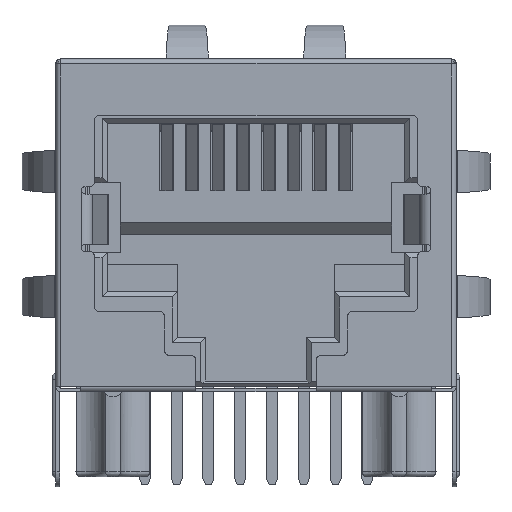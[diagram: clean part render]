
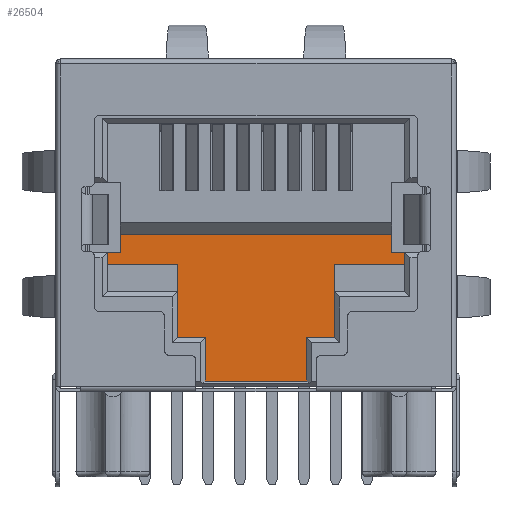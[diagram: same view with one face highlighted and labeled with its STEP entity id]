
A CAD part, front view. The second image highlights one B-rep face of the part: STEP entity #26504.
In plain terms, the highlighted planar face has unit normal (0, -1, 0).
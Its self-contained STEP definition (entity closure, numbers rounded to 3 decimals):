
#2828=ORIENTED_EDGE('',*,*,#9964,.F.);
#2829=ORIENTED_EDGE('',*,*,#9859,.T.);
#2830=ORIENTED_EDGE('',*,*,#9897,.F.);
#2831=ORIENTED_EDGE('',*,*,#9814,.F.);
#2832=ORIENTED_EDGE('',*,*,#9863,.F.);
#2833=ORIENTED_EDGE('',*,*,#9895,.F.);
#2834=ORIENTED_EDGE('',*,*,#10065,.T.);
#2835=ORIENTED_EDGE('',*,*,#9893,.T.);
#2836=ORIENTED_EDGE('',*,*,#9881,.F.);
#2837=ORIENTED_EDGE('',*,*,#9806,.T.);
#2838=ORIENTED_EDGE('',*,*,#9899,.T.);
#2839=ORIENTED_EDGE('',*,*,#9888,.T.);
#2840=ORIENTED_EDGE('',*,*,#9960,.T.);
#2841=ORIENTED_EDGE('',*,*,#9963,.T.);
#2842=ORIENTED_EDGE('',*,*,#9344,.T.);
#2843=ORIENTED_EDGE('',*,*,#9794,.T.);
#2844=ORIENTED_EDGE('',*,*,#9849,.T.);
#2845=ORIENTED_EDGE('',*,*,#9851,.T.);
#2846=ORIENTED_EDGE('',*,*,#9308,.T.);
#2847=ORIENTED_EDGE('',*,*,#9966,.F.);
#9308=EDGE_CURVE('',#13296,#13297,#15889,.T.);
#9344=EDGE_CURVE('',#13333,#13332,#15925,.T.);
#9794=EDGE_CURVE('',#13332,#13710,#16327,.T.);
#9806=EDGE_CURVE('',#13717,#13716,#16339,.T.);
#9814=EDGE_CURVE('',#13723,#13724,#16347,.T.);
#9849=EDGE_CURVE('',#13710,#13740,#16382,.T.);
#9851=EDGE_CURVE('',#13740,#13296,#16384,.T.);
#9859=EDGE_CURVE('',#13741,#13745,#16392,.T.);
#9863=EDGE_CURVE('',#13746,#13723,#16396,.T.);
#9881=EDGE_CURVE('',#13717,#13755,#16414,.T.);
#9888=EDGE_CURVE('',#13758,#13757,#16421,.T.);
#9893=EDGE_CURVE('',#13760,#13755,#16426,.T.);
#9895=EDGE_CURVE('',#13761,#13746,#16428,.T.);
#9897=EDGE_CURVE('',#13724,#13745,#16430,.T.);
#9899=EDGE_CURVE('',#13716,#13758,#16432,.T.);
#9960=EDGE_CURVE('',#13757,#13769,#16493,.T.);
#9963=EDGE_CURVE('',#13769,#13333,#16496,.T.);
#9964=EDGE_CURVE('',#13741,#13770,#16497,.T.);
#9966=EDGE_CURVE('',#13770,#13297,#16499,.T.);
#10065=EDGE_CURVE('',#13761,#13760,#16570,.T.);
#13296=VERTEX_POINT('',#40695);
#13297=VERTEX_POINT('',#40696);
#13332=VERTEX_POINT('',#40766);
#13333=VERTEX_POINT('',#40768);
#13710=VERTEX_POINT('',#41699);
#13716=VERTEX_POINT('',#41719);
#13717=VERTEX_POINT('',#41721);
#13723=VERTEX_POINT('',#41737);
#13724=VERTEX_POINT('',#41738);
#13740=VERTEX_POINT('',#41806);
#13741=VERTEX_POINT('',#41814);
#13745=VERTEX_POINT('',#41823);
#13746=VERTEX_POINT('',#41830);
#13755=VERTEX_POINT('',#41863);
#13757=VERTEX_POINT('',#41872);
#13758=VERTEX_POINT('',#41874);
#13760=VERTEX_POINT('',#41880);
#13761=VERTEX_POINT('',#41885);
#13769=VERTEX_POINT('',#42005);
#13770=VERTEX_POINT('',#42013);
#15889=LINE('',#40694,#18993);
#15925=LINE('',#40767,#19029);
#16327=LINE('',#41700,#19431);
#16339=LINE('',#41720,#19443);
#16347=LINE('',#41736,#19451);
#16382=LINE('',#41807,#19486);
#16384=LINE('',#41810,#19488);
#16392=LINE('',#41824,#19496);
#16396=LINE('',#41831,#19500);
#16414=LINE('',#41862,#19518);
#16421=LINE('',#41873,#19525);
#16426=LINE('',#41882,#19530);
#16428=LINE('',#41886,#19532);
#16430=LINE('',#41889,#19534);
#16432=LINE('',#41893,#19536);
#16493=LINE('',#42004,#19597);
#16496=LINE('',#42010,#19600);
#16497=LINE('',#42012,#19601);
#16499=LINE('',#42016,#19603);
#16570=LINE('',#42295,#19674);
#18993=VECTOR('',#33874,1000.);
#19029=VECTOR('',#33910,1000.);
#19431=VECTOR('',#34538,1000.);
#19443=VECTOR('',#34554,1000.);
#19451=VECTOR('',#34566,1000.);
#19486=VECTOR('',#34637,1000.);
#19488=VECTOR('',#34641,1000.);
#19496=VECTOR('',#34651,1000.);
#19500=VECTOR('',#34659,1000.);
#19518=VECTOR('',#34687,1000.);
#19525=VECTOR('',#34696,1000.);
#19530=VECTOR('',#34703,1000.);
#19532=VECTOR('',#34707,1000.);
#19534=VECTOR('',#34711,1000.);
#19536=VECTOR('',#34717,1000.);
#19597=VECTOR('',#34864,1000.);
#19600=VECTOR('',#34871,1000.);
#19601=VECTOR('',#34874,1000.);
#19603=VECTOR('',#34878,1000.);
#19674=VECTOR('',#35173,1000.);
#22363=EDGE_LOOP('',(#2828,#2829,#2830,#2831,#2832,#2833,#2834,#2835,#2836,
#2837,#2838,#2839,#2840,#2841,#2842,#2843,#2844,#2845,#2846,#2847));
#23876=FACE_BOUND('',#22363,.T.);
#25349=PLANE('',#32322);
#26504=ADVANCED_FACE('',(#23876),#25349,.F.);
#32322=AXIS2_PLACEMENT_3D('',#42296,#35174,#35175);
#33874=DIRECTION('',(-1.,0.,0.));
#33910=DIRECTION('',(-1.,0.,0.));
#34538=DIRECTION('',(0.,0.,-1.));
#34554=DIRECTION('',(0.,0.,-1.));
#34566=DIRECTION('',(0.,0.,-1.));
#34637=DIRECTION('',(1.,0.,0.));
#34641=DIRECTION('',(0.,0.,1.));
#34651=DIRECTION('',(0.,0.,1.));
#34659=DIRECTION('',(1.,0.,0.));
#34687=DIRECTION('',(1.,0.,0.));
#34696=DIRECTION('',(0.,0.,-1.));
#34703=DIRECTION('',(0.,0.,-1.));
#34707=DIRECTION('',(0.,0.,-1.));
#34711=DIRECTION('',(-1.,0.,0.));
#34717=DIRECTION('',(1.,0.,0.));
#34864=DIRECTION('',(1.,0.,0.));
#34871=DIRECTION('',(0.,0.,-1.));
#34874=DIRECTION('',(-1.,0.,0.));
#34878=DIRECTION('',(0.,0.,-1.));
#35173=DIRECTION('',(-1.,0.,0.));
#35174=DIRECTION('',(0.,1.,0.));
#35175=DIRECTION('',(0.,0.,1.));
#40694=CARTESIAN_POINT('',(2.03,0.911,-5.8));
#40695=CARTESIAN_POINT('',(2.03,0.911,-5.8));
#40696=CARTESIAN_POINT('',(2.025,0.911,-5.8));
#40766=CARTESIAN_POINT('',(-2.03,0.911,-5.8));
#40767=CARTESIAN_POINT('',(2.03,0.911,-5.8));
#40768=CARTESIAN_POINT('',(-2.025,0.911,-5.8));
#41699=CARTESIAN_POINT('',(-2.03,0.911,-6.17));
#41700=CARTESIAN_POINT('',(-2.03,0.911,-5.8));
#41719=CARTESIAN_POINT('',(-5.95,0.911,-1.53));
#41720=CARTESIAN_POINT('',(-5.95,0.911,-0.31));
#41721=CARTESIAN_POINT('',(-5.95,0.911,-1.04));
#41736=CARTESIAN_POINT('',(5.95,0.911,-0.31));
#41737=CARTESIAN_POINT('',(5.95,0.911,-1.04));
#41738=CARTESIAN_POINT('',(5.95,0.911,-1.53));
#41806=CARTESIAN_POINT('',(2.03,0.911,-6.17));
#41807=CARTESIAN_POINT('',(-2.03,0.911,-6.17));
#41810=CARTESIAN_POINT('',(2.03,0.911,-6.17));
#41814=CARTESIAN_POINT('',(3.15,0.911,-4.42));
#41823=CARTESIAN_POINT('',(3.15,0.911,-1.53));
#41824=CARTESIAN_POINT('',(3.15,0.911,-4.42));
#41830=CARTESIAN_POINT('',(5.425,0.911,-1.04));
#41831=CARTESIAN_POINT('',(5.95,0.911,-1.04));
#41862=CARTESIAN_POINT('',(-6.725,0.911,-1.04));
#41863=CARTESIAN_POINT('',(-5.425,0.911,-1.04));
#41872=CARTESIAN_POINT('',(-3.15,0.911,-4.42));
#41873=CARTESIAN_POINT('',(-3.15,0.911,-1.53));
#41874=CARTESIAN_POINT('',(-3.15,0.911,-1.53));
#41880=CARTESIAN_POINT('',(-5.425,0.911,-0.31));
#41882=CARTESIAN_POINT('',(-5.425,0.911,1.76));
#41885=CARTESIAN_POINT('',(5.425,0.911,-0.31));
#41886=CARTESIAN_POINT('',(5.425,0.911,1.76));
#41889=CARTESIAN_POINT('',(5.95,0.911,-1.53));
#41893=CARTESIAN_POINT('',(-5.95,0.911,-1.53));
#42004=CARTESIAN_POINT('',(-2.025,0.911,-4.42));
#42005=CARTESIAN_POINT('',(-2.025,0.911,-4.42));
#42010=CARTESIAN_POINT('',(-2.025,0.911,-5.8));
#42012=CARTESIAN_POINT('',(2.025,0.911,-4.42));
#42013=CARTESIAN_POINT('',(2.025,0.911,-4.42));
#42016=CARTESIAN_POINT('',(2.025,0.911,-5.8));
#42295=CARTESIAN_POINT('',(5.95,0.911,-0.31));
#42296=CARTESIAN_POINT('',(5.95,0.911,-0.31));
